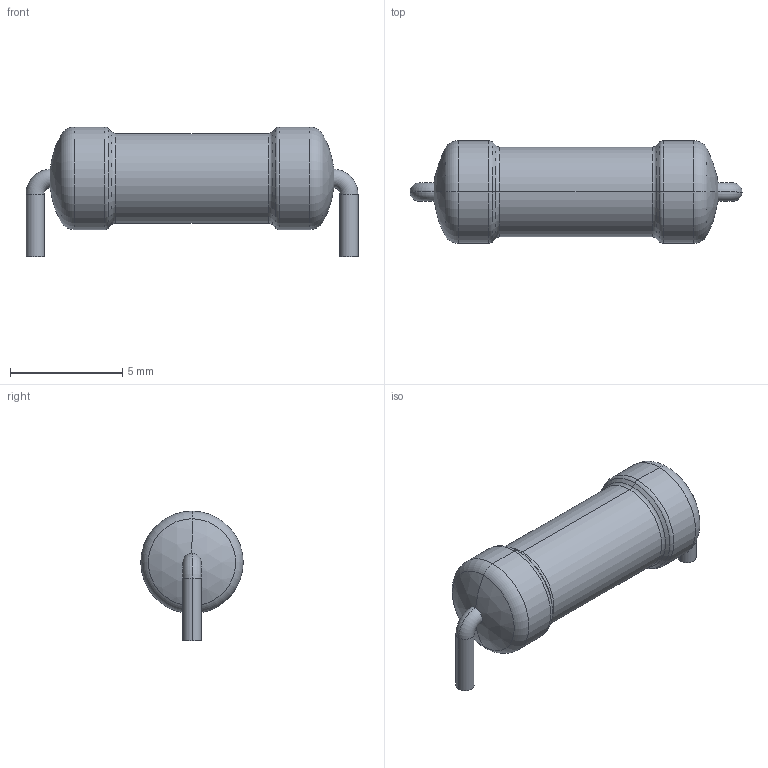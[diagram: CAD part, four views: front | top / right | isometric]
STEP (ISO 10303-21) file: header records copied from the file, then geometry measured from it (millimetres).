
FILE_DESCRIPTION(('FreeCAD Model'),'2;1');
FILE_NAME('AXIAL RESISTOR - 12.7MM.step','2017-03-30T11:53:22',('kicad StepUp'),('ksu MCAD'), 'Open CASCADE STEP processor 6.8','FreeCAD','Unknown');
FILE_SCHEMA(('AUTOMOTIVE_DESIGN_CC2 { 1 2 10303 214 -1 1 5 4 }'));
Length unit declared in the file: millimetre
Products named in the file (1): AXIAL_RESISTOR_-_12.7MM
Bounding box: 14.81 x 4.57 x 5.79 mm (x, y, z)
Volume: 172.2 mm3; surface area: 204.9 mm2
Topology: 1 solids, 1 shells, 36 faces, 70 edges, 36 vertices
Faces by surface type: torus 16, cylinder 10, sphere 4, cone 4, plane 2
Entity records: 1203 total; most frequent: DIRECTION 192, CARTESIAN_POINT 179, ORIENTED_EDGE 140, AXIS2_PLACEMENT_3D 89, EDGE_CURVE 70, CIRCLE 52, ADVANCED_FACE 36, FACE_BOUND 36
